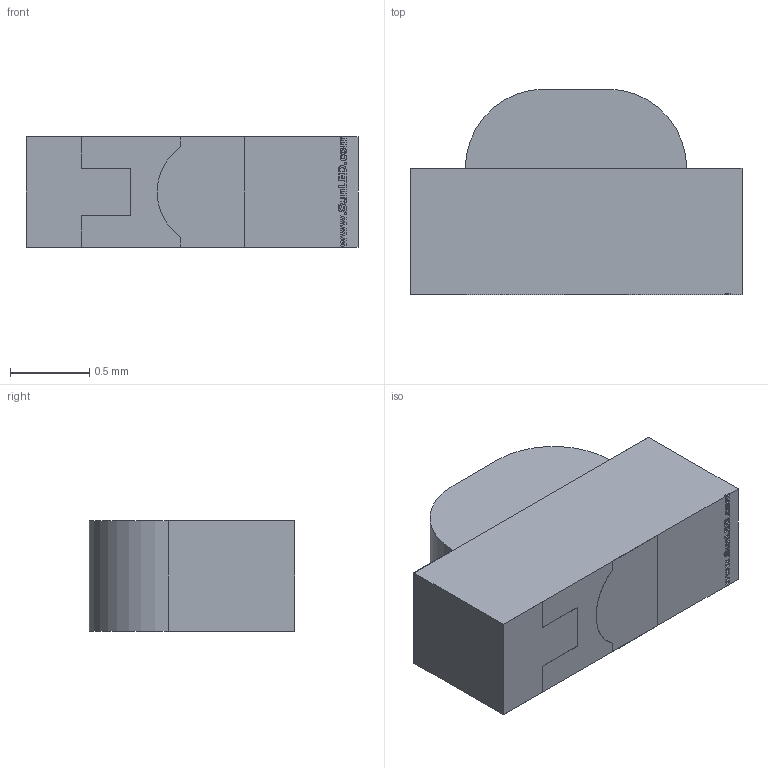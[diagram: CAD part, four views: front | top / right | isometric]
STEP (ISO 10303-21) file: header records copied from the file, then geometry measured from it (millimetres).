
FILE_DESCRIPTION (( 'STEP AP214' ), '1' );
FILE_NAME ('XZxx65.STEP', '2015-08-26T16:21:33', ( '' ), ( '' ), 'SwSTEP 2.0', 'SolidWorks 2012', '' );
FILE_SCHEMA (( 'AUTOMOTIVE_DESIGN' ));
Length unit declared in the file: millimetre
Products named in the file (1): XZxx65
Bounding box: 2.1 x 1.3 x 0.7 mm (x, y, z)
Volume: 1.6 mm3; surface area: 13.3 mm2
Topology: 8 solids, 8 shells, 247 faces, 645 edges, 430 vertices
Faces by surface type: plane 172, bspline 72, cylinder 3
Entity records: 12633 total; most frequent: CARTESIAN_POINT 4727, ORIENTED_EDGE 1290, DIRECTION 859, EDGE_CURVE 645, VECTOR 495, LINE 495, VERTEX_POINT 430, EDGE_LOOP 263
